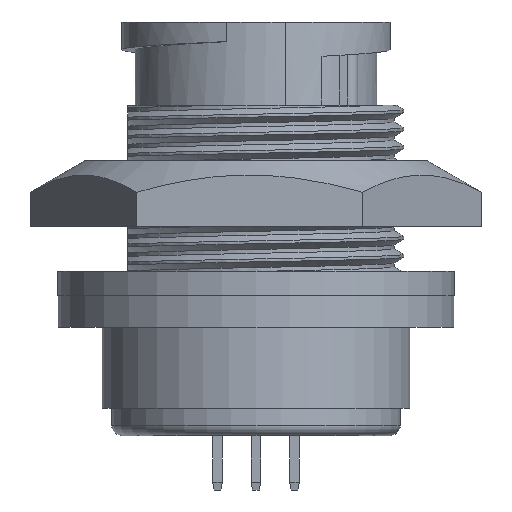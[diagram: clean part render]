
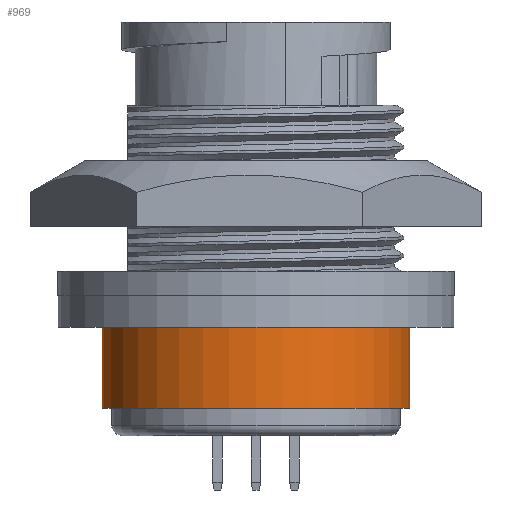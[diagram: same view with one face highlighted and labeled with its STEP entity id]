
A CAD part, front view. The second image highlights one B-rep face of the part: STEP entity #969.
In plain terms, the highlighted cylindrical face has radius 8.001 mm (diameter 16.002 mm), a partial arc.
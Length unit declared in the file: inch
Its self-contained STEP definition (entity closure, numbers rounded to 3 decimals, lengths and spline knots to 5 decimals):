
#210 = DIRECTION ( 'NONE',  ( -1., 0., 0. ) ) ;
#232 = CARTESIAN_POINT ( 'NONE',  ( 0., 0., -0.625 ) ) ;
#242 = CARTESIAN_POINT ( 'NONE',  ( 0., 0., -0.79 ) ) ;
#254 = DIRECTION ( 'NONE',  ( -1., 0., 0. ) ) ;
#256 = DIRECTION ( 'NONE',  ( 0., 0., 1. ) ) ;
#262 = DIRECTION ( 'NONE',  ( 0., 0., 1. ) ) ;
#410 = EDGE_CURVE ( 'NONE', #4132, #3805, #1081, .T. ) ;
#431 = EDGE_CURVE ( 'NONE', #4164, #4133, #1084, .T. ) ;
#969 = ADVANCED_FACE ( 'NONE', ( #1200 ), #1197, .T. ) ;
#1081 = CIRCLE ( 'NONE', #17700, 0.315 ) ;
#1084 = CIRCLE ( 'NONE', #18029, 0.315 ) ;
#1197 = CYLINDRICAL_SURFACE ( 'NONE', #1205, 0.315 ) ;
#1200 = FACE_OUTER_BOUND ( 'NONE', #11339, .T. ) ;
#1205 = AXIS2_PLACEMENT_3D ( 'NONE', #1762, #1763, #1764 ) ;
#1762 = CARTESIAN_POINT ( 'NONE',  ( 0., 0., 0.26595 ) ) ;
#1763 = DIRECTION ( 'NONE',  ( 0., 0., -1. ) ) ;
#1764 = DIRECTION ( 'NONE',  ( -1., 0., 0. ) ) ;
#3805 = VERTEX_POINT ( 'NONE', #18765 ) ;
#4132 = VERTEX_POINT ( 'NONE', #19006 ) ;
#4133 = VERTEX_POINT ( 'NONE', #19007 ) ;
#4164 = VERTEX_POINT ( 'NONE', #19038 ) ;
#4389 = ORIENTED_EDGE ( 'NONE', *, *, #13099, .T. ) ;
#4391 = ORIENTED_EDGE ( 'NONE', *, *, #13116, .F. ) ;
#4394 = ORIENTED_EDGE ( 'NONE', *, *, #431, .F. ) ;
#4396 = ORIENTED_EDGE ( 'NONE', *, *, #410, .T. ) ;
#7868 = LINE ( 'NONE', #7869, #10989 ) ;
#7869 = CARTESIAN_POINT ( 'NONE',  ( -0.315, 0., 0.26595 ) ) ;
#7870 = DIRECTION ( 'NONE',  ( 0., 0., -1. ) ) ;
#7928 = LINE ( 'NONE', #7929, #10968 ) ;
#7929 = CARTESIAN_POINT ( 'NONE',  ( 0.315, 0., 0.26595 ) ) ;
#7930 = DIRECTION ( 'NONE',  ( 0., 0., -1. ) ) ;
#10968 = VECTOR ( 'NONE', #7930, 39.37008 ) ;
#10989 = VECTOR ( 'NONE', #7870, 39.37008 ) ;
#11339 = EDGE_LOOP ( 'NONE', ( #4391, #4394, #4389, #4396 ) ) ;
#13099 = EDGE_CURVE ( 'NONE', #4164, #4132, #7868, .T. ) ;
#13116 = EDGE_CURVE ( 'NONE', #4133, #3805, #7928, .T. ) ;
#17700 = AXIS2_PLACEMENT_3D ( 'NONE', #242, #256, #254 ) ;
#18029 = AXIS2_PLACEMENT_3D ( 'NONE', #232, #262, #210 ) ;
#18765 = CARTESIAN_POINT ( 'NONE',  ( 0.315, 0., -0.79 ) ) ;
#19006 = CARTESIAN_POINT ( 'NONE',  ( -0.315, 0., -0.79 ) ) ;
#19007 = CARTESIAN_POINT ( 'NONE',  ( 0.315, 0., -0.625 ) ) ;
#19038 = CARTESIAN_POINT ( 'NONE',  ( -0.315, 0., -0.625 ) ) ;
